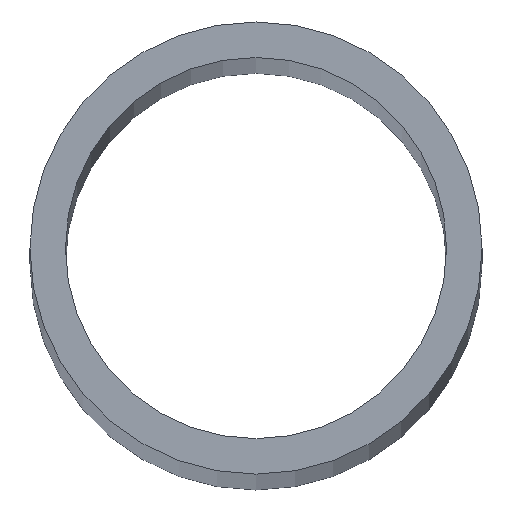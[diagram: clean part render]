
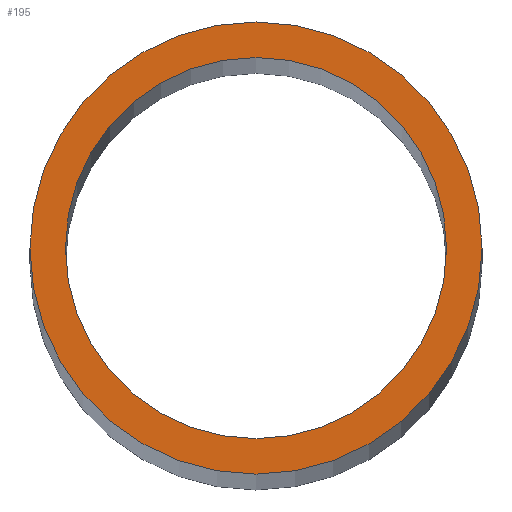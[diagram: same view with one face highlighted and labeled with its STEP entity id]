
A CAD part, top view. The second image highlights one B-rep face of the part: STEP entity #195.
In plain terms, the highlighted planar face has unit normal (0, 0, 1).
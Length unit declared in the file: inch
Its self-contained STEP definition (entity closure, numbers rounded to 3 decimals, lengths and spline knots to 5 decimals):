
#1 = CARTESIAN_POINT ( 'NONE',  ( 0., 0., 216. ) ) ;
#3 = DIRECTION ( 'NONE',  ( 0., 0., 1. ) ) ;
#5 = DIRECTION ( 'NONE',  ( 0., 0., 1. ) ) ;
#8 = AXIS2_PLACEMENT_3D ( 'NONE', #39, #5, #40 ) ;
#17 = DIRECTION ( 'NONE',  ( 1., 0., 0. ) ) ;
#19 = CIRCLE ( 'NONE', #198, 5.375 ) ;
#23 = CARTESIAN_POINT ( 'NONE',  ( -5.375, 0., 216. ) ) ;
#27 = ORIENTED_EDGE ( 'NONE', *, *, #205, .T. ) ;
#33 = FACE_BOUND ( 'NONE', #243, .T. ) ;
#35 = CARTESIAN_POINT ( 'NONE',  ( 5.375, 0., 216. ) ) ;
#39 = CARTESIAN_POINT ( 'NONE',  ( 0., 0., 216. ) ) ;
#40 = DIRECTION ( 'NONE',  ( 1., 0., 0. ) ) ;
#41 = AXIS2_PLACEMENT_3D ( 'NONE', #237, #181, #79 ) ;
#48 = VERTEX_POINT ( 'NONE', #119 ) ;
#67 = FACE_OUTER_BOUND ( 'NONE', #187, .T. ) ;
#70 = DIRECTION ( 'NONE',  ( 0., 0., 1. ) ) ;
#74 = AXIS2_PLACEMENT_3D ( 'NONE', #107, #3, #144 ) ;
#79 = DIRECTION ( 'NONE',  ( 1., 0., 0. ) ) ;
#97 = AXIS2_PLACEMENT_3D ( 'NONE', #216, #70, #17 ) ;
#102 = CIRCLE ( 'NONE', #97, 4.531 ) ;
#107 = CARTESIAN_POINT ( 'NONE',  ( 0., 0., 216. ) ) ;
#110 = ORIENTED_EDGE ( 'NONE', *, *, #231, .F. ) ;
#117 = DIRECTION ( 'NONE',  ( 1., 0., 0. ) ) ;
#119 = CARTESIAN_POINT ( 'NONE',  ( 4.531, 0., 216. ) ) ;
#121 = CIRCLE ( 'NONE', #41, 5.375 ) ;
#122 = DIRECTION ( 'NONE',  ( 0., 0., 1. ) ) ;
#125 = EDGE_CURVE ( 'NONE', #208, #149, #19, .T. ) ;
#135 = VERTEX_POINT ( 'NONE', #214 ) ;
#137 = EDGE_CURVE ( 'NONE', #135, #48, #102, .T. ) ;
#144 = DIRECTION ( 'NONE',  ( 1., 0., 0. ) ) ;
#149 = VERTEX_POINT ( 'NONE', #35 ) ;
#153 = PLANE ( 'NONE',  #8 ) ;
#181 = DIRECTION ( 'NONE',  ( 0., 0., 1. ) ) ;
#187 = EDGE_LOOP ( 'NONE', ( #204, #27 ) ) ;
#195 = ADVANCED_FACE ( 'NONE', ( #67, #33 ), #153, .T. ) ;
#198 = AXIS2_PLACEMENT_3D ( 'NONE', #1, #122, #117 ) ;
#204 = ORIENTED_EDGE ( 'NONE', *, *, #125, .T. ) ;
#205 = EDGE_CURVE ( 'NONE', #149, #208, #121, .T. ) ;
#208 = VERTEX_POINT ( 'NONE', #23 ) ;
#214 = CARTESIAN_POINT ( 'NONE',  ( -4.531, 0., 216. ) ) ;
#216 = CARTESIAN_POINT ( 'NONE',  ( 0., 0., 216. ) ) ;
#231 = EDGE_CURVE ( 'NONE', #48, #135, #232, .T. ) ;
#232 = CIRCLE ( 'NONE', #74, 4.531 ) ;
#237 = CARTESIAN_POINT ( 'NONE',  ( 0., 0., 216. ) ) ;
#241 = ORIENTED_EDGE ( 'NONE', *, *, #137, .F. ) ;
#243 = EDGE_LOOP ( 'NONE', ( #241, #110 ) ) ;
